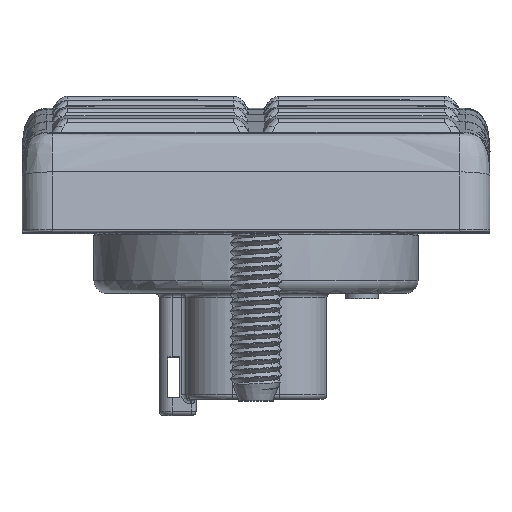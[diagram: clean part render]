
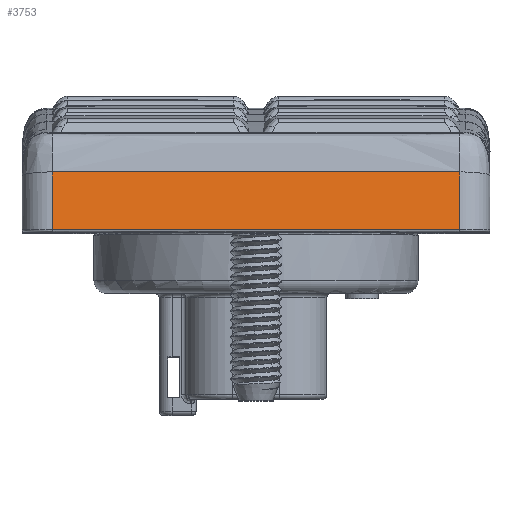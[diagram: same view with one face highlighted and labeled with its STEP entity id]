
A CAD part, top view. The second image highlights one B-rep face of the part: STEP entity #3753.
In plain terms, the highlighted planar face has unit normal (0, 0.174, 0.985).
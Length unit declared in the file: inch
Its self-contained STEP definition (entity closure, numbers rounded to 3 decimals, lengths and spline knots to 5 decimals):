
#150=DIRECTION('',(-1.,0.,0.));
#151=VECTOR('',#150,1.886);
#152=CARTESIAN_POINT('',(0.943,0.,2.27949));
#153=LINE('',#152,#151);
#154=DIRECTION('',(0.,-0.985,0.174));
#155=VECTOR('',#154,0.27235);
#156=CARTESIAN_POINT('',(-0.943,0.26821,
2.2322));
#157=LINE('',#156,#155);
#158=DIRECTION('',(-1.,0.,0.));
#159=VECTOR('',#158,1.886);
#160=CARTESIAN_POINT('',(0.943,0.26821,2.2322));
#161=LINE('',#160,#159);
#162=DIRECTION('',(0.,-0.985,0.174));
#163=VECTOR('',#162,0.27235);
#164=CARTESIAN_POINT('',(0.943,0.26821,2.2322));
#165=LINE('',#164,#163);
#166=CARTESIAN_POINT('',(-0.943,0.,2.27949));
#181=CARTESIAN_POINT('',(-0.943,0.26821,
2.2322));
#390=CARTESIAN_POINT('',(0.943,0.,2.27949));
#400=CARTESIAN_POINT('',(0.943,0.26821,2.2322));
#3013=VERTEX_POINT('',#181);
#3061=VERTEX_POINT('',#400);
#3084=VERTEX_POINT('',#166);
#3107=VERTEX_POINT('',#390);
#3739=CARTESIAN_POINT('',(-1.083,0.63,2.1684));
#3740=DIRECTION('',(0.,0.174,0.985));
#3741=DIRECTION('',(1.,0.,0.));
#3742=AXIS2_PLACEMENT_3D('',#3739,#3740,#3741);
#3743=PLANE('',#3742);
#3744=ORIENTED_EDGE('',*,*,#3733,.T.);
#3746=ORIENTED_EDGE('',*,*,#3745,.F.);
#3748=ORIENTED_EDGE('',*,*,#3747,.F.);
#3750=ORIENTED_EDGE('',*,*,#3749,.T.);
#3751=EDGE_LOOP('',(#3744,#3746,#3748,#3750));
#3752=FACE_OUTER_BOUND('',#3751,.F.);
#3753=ADVANCED_FACE('',(#3752),#3743,.T.);
#3733=EDGE_CURVE('',#3107,#3084,#153,.T.);
#3745=EDGE_CURVE('',#3013,#3084,#157,.T.);
#3747=EDGE_CURVE('',#3061,#3013,#161,.T.);
#3749=EDGE_CURVE('',#3061,#3107,#165,.T.);
